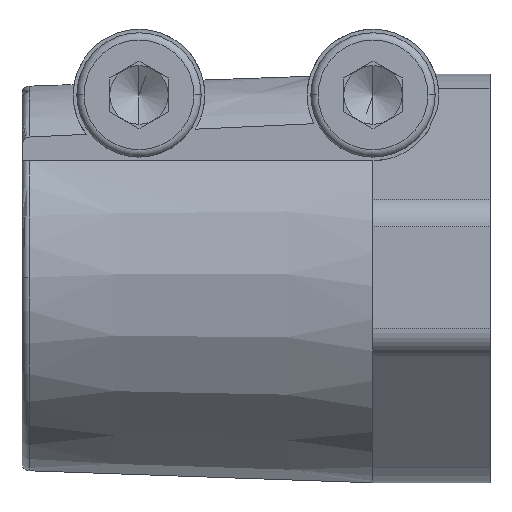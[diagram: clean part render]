
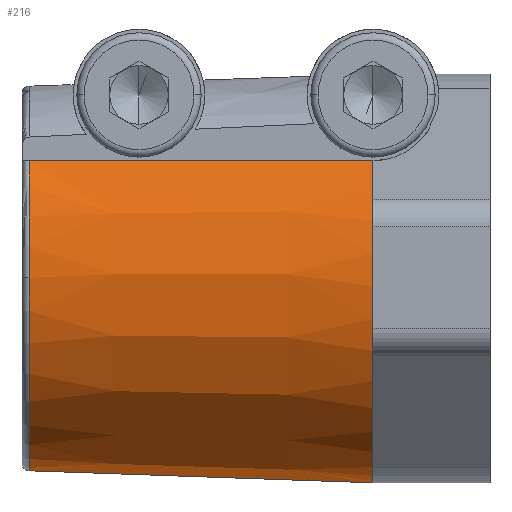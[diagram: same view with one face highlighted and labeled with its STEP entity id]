
A CAD part, top view. The second image highlights one B-rep face of the part: STEP entity #216.
In plain terms, the highlighted conical face has half-angle 2 degrees and reference radius 13.589 mm.
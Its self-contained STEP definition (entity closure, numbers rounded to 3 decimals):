
#216 = ADVANCED_FACE( '', ( #404 ), #405, .T. );
#404 = FACE_OUTER_BOUND( '', #703, .T. );
#405 = CONICAL_SURFACE( '', #704, 13.589, 0.035 );
#703 = EDGE_LOOP( '', ( #1238, #1239, #1240, #1241, #1242, #1243 ) );
#704 = AXIS2_PLACEMENT_3D( '', #1244, #1245, #1246 );
#1238 = ORIENTED_EDGE( '', *, *, #2114, .T. );
#1239 = ORIENTED_EDGE( '', *, *, #2073, .F. );
#1240 = ORIENTED_EDGE( '', *, *, #2203, .F. );
#1241 = ORIENTED_EDGE( '', *, *, #2204, .T. );
#1242 = ORIENTED_EDGE( '', *, *, #2079, .F. );
#1243 = ORIENTED_EDGE( '', *, *, #2205, .F. );
#1244 = CARTESIAN_POINT( '', ( -19.759, 0., 0. ) );
#1245 = DIRECTION( '', ( 1., 0., 0. ) );
#1246 = DIRECTION( '', ( 0., 1., 0. ) );
#2073 = EDGE_CURVE( '', #2441, #2437, #2443, .T. );
#2079 = EDGE_CURVE( '', #2452, #2455, #2456, .T. );
#2114 = EDGE_CURVE( '', #2524, #2437, #2525, .T. );
#2203 = EDGE_CURVE( '', #2664, #2441, #2665, .T. );
#2204 = EDGE_CURVE( '', #2664, #2455, #2666, .T. );
#2205 = EDGE_CURVE( '', #2524, #2452, #2667, .T. );
#2437 = VERTEX_POINT( '', #3036 );
#2441 = VERTEX_POINT( '', #3041 );
#2443 = CIRCLE( '', #3044, 14. );
#2452 = VERTEX_POINT( '', #3070 );
#2455 = VERTEX_POINT( '', #3073 );
#2456 = CIRCLE( '', #3074, 13.179 );
#2524 = VERTEX_POINT( '', #3321 );
#2525 = LINE( '', #3322, #3323 );
#2664 = VERTEX_POINT( '', #3629 );
#2665 = CIRCLE( '', #3630, 14. );
#2666 = ( B_SPLINE_CURVE( 2, ( #3632, #3633, #3634 ), .UNSPECIFIED., .F., .F. )B_SPLINE_CURVE_WITH_KNOTS( ( 3, 3 ), ( 0., 23.539 ), .UNSPECIFIED. )RATIONAL_B_SPLINE_CURVE( ( 1., 1.001, 1. ) )BOUNDED_CURVE(  )REPRESENTATION_ITEM( '' )GEOMETRIC_REPRESENTATION_ITEM(  )CURVE(  ) );
#2667 = CIRCLE( '', #3641, 13.179 );
#3036 = CARTESIAN_POINT( '', ( -8., -14., 0. ) );
#3041 = CARTESIAN_POINT( '', ( -8., -12.934, 5.358 ) );
#3044 = AXIS2_PLACEMENT_3D( '', #4299, #4300, #4301 );
#3070 = CARTESIAN_POINT( '', ( -31.517, 0., 13.179 ) );
#3073 = CARTESIAN_POINT( '', ( -31.517, 8., 10.473 ) );
#3074 = AXIS2_PLACEMENT_3D( '', #4314, #4315, #4316 );
#3321 = CARTESIAN_POINT( '', ( -31.517, -13.179, 0. ) );
#3322 = CARTESIAN_POINT( '', ( -19.759, -13.589, 0. ) );
#3323 = VECTOR( '', #4374, 1. );
#3629 = CARTESIAN_POINT( '', ( -8., 8., 11.489 ) );
#3630 = AXIS2_PLACEMENT_3D( '', #4547, #4548, #4549 );
#3632 = CARTESIAN_POINT( '', ( -8., 8., 11.489 ) );
#3633 = CARTESIAN_POINT( '', ( -20.303, 8., 10.966 ) );
#3634 = CARTESIAN_POINT( '', ( -31.517, 8., 10.473 ) );
#3641 = AXIS2_PLACEMENT_3D( '', #4550, #4551, #4552 );
#4299 = CARTESIAN_POINT( '', ( -8., 0., 0. ) );
#4300 = DIRECTION( '', ( 1., 0., 0. ) );
#4301 = DIRECTION( '', ( 0., -1., 0. ) );
#4314 = CARTESIAN_POINT( '', ( -31.517, 0., 0. ) );
#4315 = DIRECTION( '', ( -1., 0., 0. ) );
#4316 = DIRECTION( '', ( 0., 1., 0. ) );
#4374 = DIRECTION( '', ( 0.999, -0.035, 0. ) );
#4547 = CARTESIAN_POINT( '', ( -8., 0., 0. ) );
#4548 = DIRECTION( '', ( 1., 0., 0. ) );
#4549 = DIRECTION( '', ( 0., 1., 0. ) );
#4550 = CARTESIAN_POINT( '', ( -31.517, 0., 0. ) );
#4551 = DIRECTION( '', ( -1., 0., 0. ) );
#4552 = DIRECTION( '', ( 0., 1., 0. ) );
